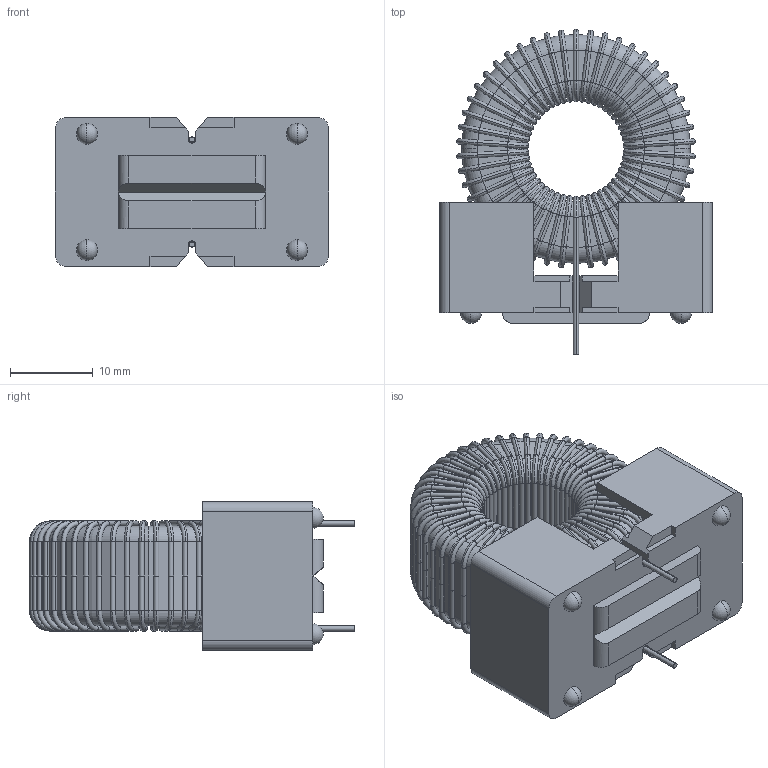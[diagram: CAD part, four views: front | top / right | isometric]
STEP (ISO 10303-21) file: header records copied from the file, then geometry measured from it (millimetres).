
FILE_DESCRIPTION (( 'STEP AP214' ), '1' );
FILE_NAME ('PE-53117NL.STEP', '2019-09-10T10:43:14', ( '' ), ( '' ), 'SwSTEP 2.0', 'SolidWorks 2017', '' );
FILE_SCHEMA (( 'AUTOMOTIVE_DESIGN' ));
Length unit declared in the file: inch
Products named in the file (1): PE-53117NL
Bounding box: 33.02 x 39.37 x 18.03 mm (x, y, z)
Volume: 9766.2 mm3; surface area: 9188.1 mm2
Topology: 52 solids, 52 shells, 985 faces, 2432 edges, 1450 vertices
Faces by surface type: cylinder 515, torus 404, plane 58, sphere 8
Entity records: 30255 total; most frequent: DIRECTION 6136, CARTESIAN_POINT 4856, ORIENTED_EDGE 4832, AXIS2_PLACEMENT_3D 2738, EDGE_CURVE 2416, CIRCLE 1752, VERTEX_POINT 1442, EDGE_LOOP 992
